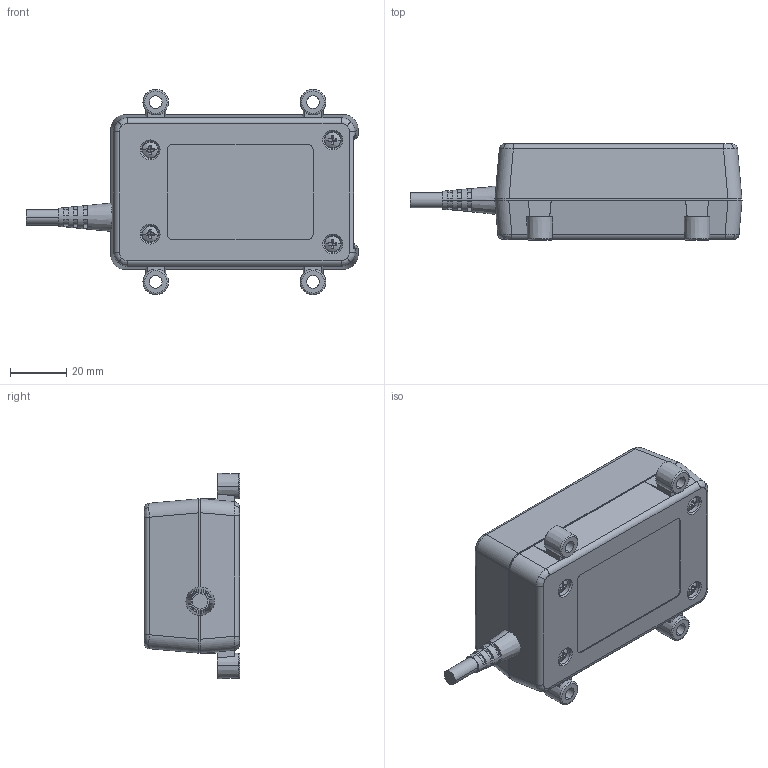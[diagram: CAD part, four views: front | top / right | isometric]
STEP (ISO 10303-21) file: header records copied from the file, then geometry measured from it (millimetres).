
FILE_DESCRIPTION (( 'STEP AP203' ), '1' );
FILE_NAME ('USB charger.STEP', '2013-04-05T07:54:55', ( 'admin' ), ( 'Hewlett-Packard Company' ), 'SwSTEP 2.0', 'SolidWorks 2012', '' );
FILE_SCHEMA (( 'CONFIG_CONTROL_DESIGN' ));
Length unit declared in the file: millimetre
Products named in the file (1): USB charger
Bounding box: 118.2 x 34.17 x 73.14 mm (x, y, z)
Volume: 155554.6 mm3; surface area: 22573 mm2
Topology: 1 solids, 1 shells, 540 faces, 1357 edges, 871 vertices
Faces by surface type: plane 300, cylinder 110, cone 55, bspline 48, torus 27
Entity records: 17479 total; most frequent: CARTESIAN_POINT 4772, ORIENTED_EDGE 2714, DIRECTION 2493, EDGE_CURVE 1357, VERTEX_POINT 871, AXIS2_PLACEMENT_3D 865, LINE 763, VECTOR 763
